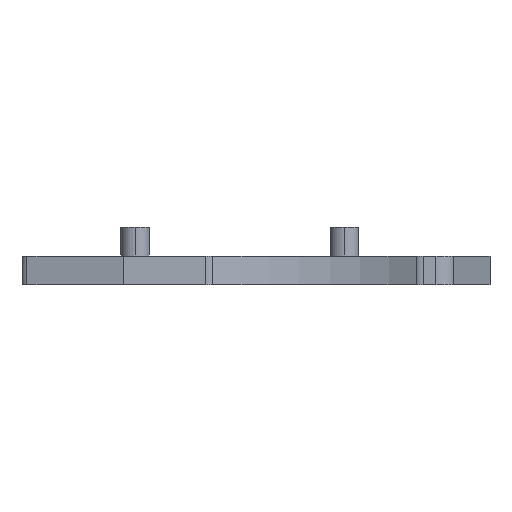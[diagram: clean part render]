
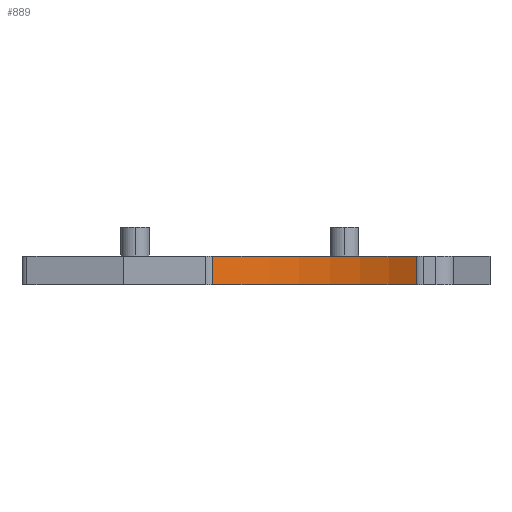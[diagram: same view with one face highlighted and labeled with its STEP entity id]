
A CAD part, left-side view. The second image highlights one B-rep face of the part: STEP entity #889.
In plain terms, the highlighted cylindrical face has radius 15 mm (diameter 30 mm), a partial arc.
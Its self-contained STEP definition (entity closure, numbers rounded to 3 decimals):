
#37=CARTESIAN_POINT('',(-55.3,13.5,0.));
#38=DIRECTION('',(0.,0.,-1.));
#39=DIRECTION('',(0.853,0.522,0.));
#40=AXIS2_PLACEMENT_3D('',#37,#38,#39);
#195=DIRECTION('',(0.,0.,1.));
#196=VECTOR('',#195,2.2);
#197=CARTESIAN_POINT('',(-42.503,5.674,0.));
#198=LINE('',#197,#196);
#199=DIRECTION('',(0.,0.,1.));
#200=VECTOR('',#199,2.2);
#201=CARTESIAN_POINT('',(-42.503,21.326,0.));
#202=LINE('',#201,#200);
#301=CARTESIAN_POINT('',(-55.3,13.5,2.2));
#302=DIRECTION('',(0.,0.,-1.));
#303=DIRECTION('',(0.853,0.522,0.));
#304=AXIS2_PLACEMENT_3D('',#301,#302,#303);
#439=CARTESIAN_POINT('',(-42.503,21.326,0.));
#440=VERTEX_POINT('',#439);
#441=CARTESIAN_POINT('',(-42.503,5.674,0.));
#442=VERTEX_POINT('',#441);
#485=CARTESIAN_POINT('',(-42.503,21.326,2.2));
#486=VERTEX_POINT('',#485);
#487=CARTESIAN_POINT('',(-42.503,5.674,2.2));
#488=VERTEX_POINT('',#487);
#876=CARTESIAN_POINT('',(-55.3,13.5,0.));
#877=DIRECTION('',(0.,0.,1.));
#878=DIRECTION('',(1.,0.,0.));
#879=AXIS2_PLACEMENT_3D('',#876,#877,#878);
#880=CYLINDRICAL_SURFACE('',#879,15.);
#881=ORIENTED_EDGE('',*,*,#568,.F.);
#883=ORIENTED_EDGE('',*,*,#882,.T.);
#885=ORIENTED_EDGE('',*,*,#884,.T.);
#886=ORIENTED_EDGE('',*,*,#868,.F.);
#887=EDGE_LOOP('',(#881,#883,#885,#886));
#888=FACE_OUTER_BOUND('',#887,.F.);
#889=ADVANCED_FACE('',(#888),#880,.F.);
#41=CIRCLE('',#40,15.);
#305=CIRCLE('',#304,15.);
#568=EDGE_CURVE('',#440,#442,#41,.T.);
#868=EDGE_CURVE('',#442,#488,#198,.T.);
#882=EDGE_CURVE('',#440,#486,#202,.T.);
#884=EDGE_CURVE('',#486,#488,#305,.T.);
